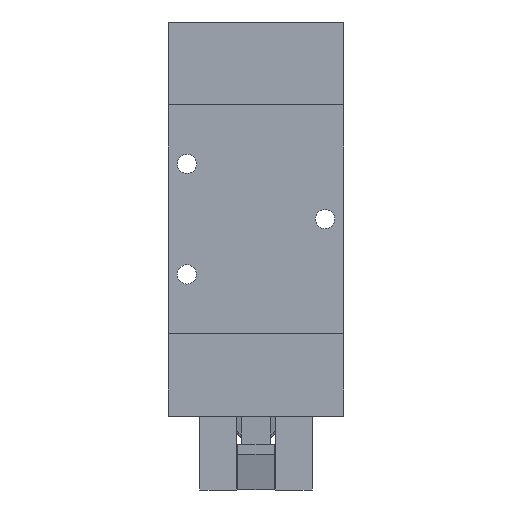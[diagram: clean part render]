
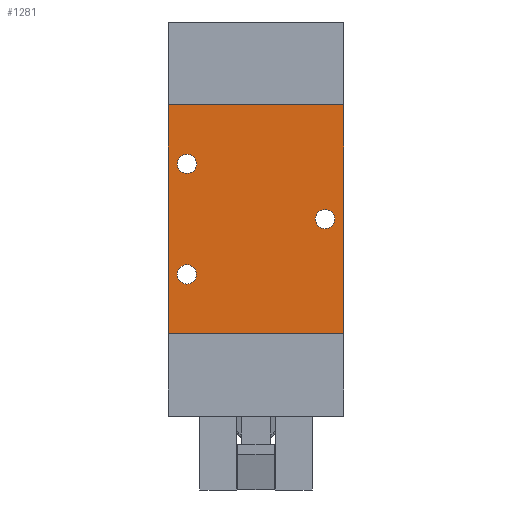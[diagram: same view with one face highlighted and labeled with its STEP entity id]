
A CAD part, front view. The second image highlights one B-rep face of the part: STEP entity #1281.
In plain terms, the highlighted planar face has unit normal (0, -1, 0).
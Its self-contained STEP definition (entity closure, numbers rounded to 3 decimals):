
#801=CARTESIAN_POINT('',(-32.25,-32.5,-30.));
#802=VERTEX_POINT('',#801);
#803=CARTESIAN_POINT('',(-37.5,-32.5,-30.));
#804=DIRECTION('',(0.0,1.0,0.0));
#805=DIRECTION('',(-1.0,0.0,0.0));
#806=AXIS2_PLACEMENT_3D('',#803,#804,#805);
#807=CIRCLE('',#806,5.25);
#808=EDGE_CURVE('',#802,#802,#807,.T.);
#829=CARTESIAN_POINT('',(-32.25,-32.5,30.));
#830=VERTEX_POINT('',#829);
#831=CARTESIAN_POINT('',(-37.5,-32.5,30.));
#832=DIRECTION('',(0.0,1.0,0.0));
#833=DIRECTION('',(-1.0,0.0,0.0));
#834=AXIS2_PLACEMENT_3D('',#831,#832,#833);
#835=CIRCLE('',#834,5.25);
#836=EDGE_CURVE('',#830,#830,#835,.T.);
#857=CARTESIAN_POINT('',(42.75,-32.5,0.));
#858=VERTEX_POINT('',#857);
#859=CARTESIAN_POINT('',(37.5,-32.5,0.0));
#860=DIRECTION('',(0.0,1.0,0.0));
#861=DIRECTION('',(-1.0,0.0,0.0));
#862=AXIS2_PLACEMENT_3D('',#859,#860,#861);
#863=CIRCLE('',#862,5.25);
#864=EDGE_CURVE('',#858,#858,#863,.T.);
#1173=CARTESIAN_POINT('',(-47.5,-32.5,-62.0));
#1174=VERTEX_POINT('',#1173);
#1189=CARTESIAN_POINT('',(47.5,-32.5,-62.0));
#1190=VERTEX_POINT('',#1189);
#1197=CARTESIAN_POINT('',(-47.5,-32.5,-62.0));
#1198=DIRECTION('',(1.0,0.0,0.0));
#1199=VECTOR('',#1198,95.0);
#1200=LINE('',#1197,#1199);
#1201=EDGE_CURVE('',#1174,#1190,#1200,.T.);
#1219=CARTESIAN_POINT('',(47.5,-32.5,62.0));
#1220=VERTEX_POINT('',#1219);
#1227=CARTESIAN_POINT('',(47.5,-32.5,62.0));
#1228=DIRECTION('',(0.0,0.0,-1.0));
#1229=VECTOR('',#1228,124.0);
#1230=LINE('',#1227,#1229);
#1231=EDGE_CURVE('',#1220,#1190,#1230,.T.);
#1249=CARTESIAN_POINT('',(47.5,-32.5,0.0));
#1250=DIRECTION('',(0.0,-1.0,0.0));
#1251=DIRECTION('',(0.0,0.0,-1.0));
#1252=AXIS2_PLACEMENT_3D('',#1249,#1250,#1251);
#1253=PLANE('',#1252);
#1254=CARTESIAN_POINT('',(-47.5,-32.5,62.0));
#1255=VERTEX_POINT('',#1254);
#1256=CARTESIAN_POINT('',(47.5,-32.5,62.0));
#1257=DIRECTION('',(-1.0,0.0,0.0));
#1258=VECTOR('',#1257,95.0);
#1259=LINE('',#1256,#1258);
#1260=EDGE_CURVE('',#1220,#1255,#1259,.T.);
#1261=ORIENTED_EDGE('',*,*,#1260,.T.);
#1262=CARTESIAN_POINT('',(-47.5,-32.5,62.0));
#1263=DIRECTION('',(0.0,0.0,-1.0));
#1264=VECTOR('',#1263,124.0);
#1265=LINE('',#1262,#1264);
#1266=EDGE_CURVE('',#1255,#1174,#1265,.T.);
#1267=ORIENTED_EDGE('',*,*,#1266,.T.);
#1268=ORIENTED_EDGE('',*,*,#1201,.T.);
#1269=ORIENTED_EDGE('',*,*,#1231,.F.);
#1270=EDGE_LOOP('',(#1261,#1267,#1268,#1269));
#1271=FACE_OUTER_BOUND('',#1270,.T.);
#1272=ORIENTED_EDGE('',*,*,#808,.T.);
#1273=EDGE_LOOP('',(#1272));
#1274=FACE_BOUND('',#1273,.T.);
#1275=ORIENTED_EDGE('',*,*,#836,.T.);
#1276=EDGE_LOOP('',(#1275));
#1277=FACE_BOUND('',#1276,.T.);
#1278=ORIENTED_EDGE('',*,*,#864,.T.);
#1279=EDGE_LOOP('',(#1278));
#1280=FACE_BOUND('',#1279,.T.);
#1281=ADVANCED_FACE('',(#1271,#1274,#1277,#1280),#1253,.T.);
